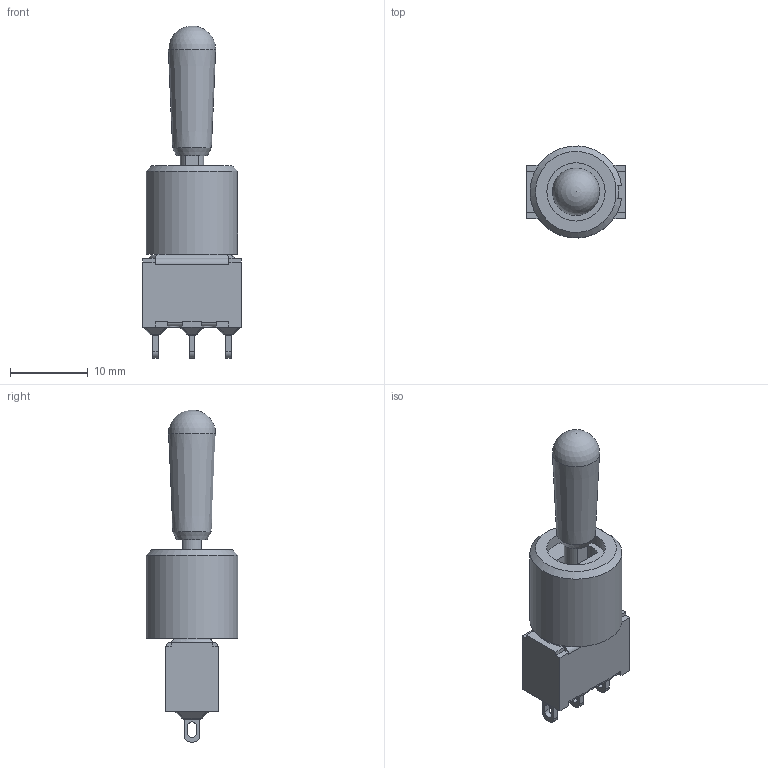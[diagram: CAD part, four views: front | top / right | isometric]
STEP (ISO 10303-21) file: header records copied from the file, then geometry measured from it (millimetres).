
FILE_DESCRIPTION((' '),'2;1');
FILE_NAME('100SPxT8B13M1xE.stp','2017-08-03T13:30:36',(' '),(' '),' ','ACIS',' ');
FILE_SCHEMA(('CONFIG_CONTROL_DESIGN'));
Length unit declared in the file: inch
Products named in the file (1): 100SPxT8B13M1xE.stp
Bounding box: 12.7 x 11.83 x 42.74 mm (x, y, z)
Volume: 2237.5 mm3; surface area: 1952 mm2
Topology: 1 solids, 1 shells, 215 faces, 548 edges, 341 vertices
Faces by surface type: plane 141, cylinder 55, sphere 14, cone 3, torus 2
Full cylindrical faces by diameter (mm): 7.5 x2
Entity records: 6485 total; most frequent: CARTESIAN_POINT 1137, DIRECTION 1098, ORIENTED_EDGE 1074, EDGE_CURVE 537, VECTOR 396, LINE 396, AXIS2_PLACEMENT_3D 351, VERTEX_POINT 336
